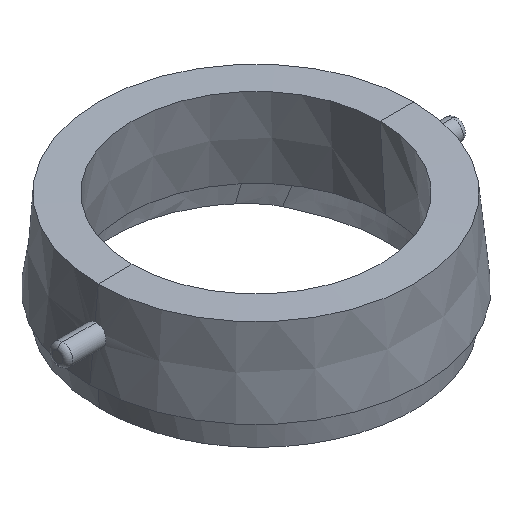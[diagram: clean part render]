
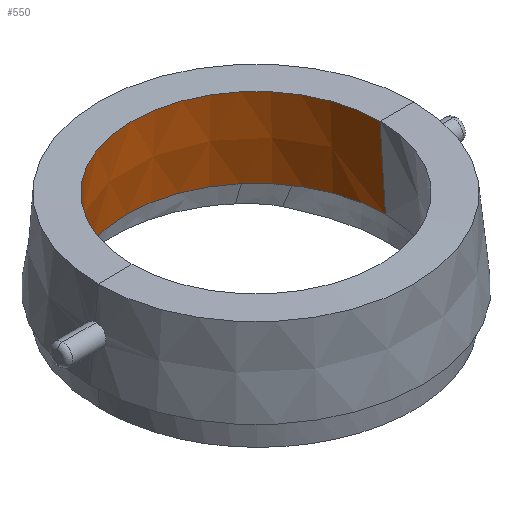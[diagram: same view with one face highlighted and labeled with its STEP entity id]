
A CAD part, isometric view. The second image highlights one B-rep face of the part: STEP entity #550.
In plain terms, the highlighted conical face has half-angle 3.713 degrees and reference radius 14.908 mm.
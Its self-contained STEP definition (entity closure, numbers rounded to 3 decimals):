
#8 = ORIENTED_EDGE ( 'NONE', *, *, #3835, .T. ) ;
#500 = VERTEX_POINT ( 'NONE', #1075 ) ;
#511 = VECTOR ( 'NONE', #4358, 1000. ) ;
#550 = ADVANCED_FACE ( 'NONE', ( #1343 ), #1969, .F. ) ;
#555 = AXIS2_PLACEMENT_3D ( 'NONE', #1581, #3078, #4581 ) ;
#637 = LINE ( 'NONE', #3987, #511 ) ;
#747 = EDGE_LOOP ( 'NONE', ( #2510, #3829, #3905, #8 ) ) ;
#811 = DIRECTION ( 'NONE',  ( 0., 0., -1. ) ) ;
#1075 = CARTESIAN_POINT ( 'NONE',  ( -50.559, 0.28, 25. ) ) ;
#1101 = DIRECTION ( 'NONE',  ( 0.065, 0., -0.998 ) ) ;
#1227 = EDGE_CURVE ( 'NONE', #2925, #1753, #3551, .T. ) ;
#1245 = CARTESIAN_POINT ( 'NONE',  ( -35., 0.28, 35.028 ) ) ;
#1310 = CARTESIAN_POINT ( 'NONE',  ( -49.908, 0.28, 35.028 ) ) ;
#1343 = FACE_OUTER_BOUND ( 'NONE', #747, .T. ) ;
#1581 = CARTESIAN_POINT ( 'NONE',  ( -35., 0.28, 25. ) ) ;
#1737 = CARTESIAN_POINT ( 'NONE',  ( -35., 0.28, 35.028 ) ) ;
#1753 = VERTEX_POINT ( 'NONE', #2199 ) ;
#1828 = DIRECTION ( 'NONE',  ( 0., 0., -1. ) ) ;
#1969 = CONICAL_SURFACE ( 'NONE', #4164, 14.908, 0.065 ) ;
#2058 = VECTOR ( 'NONE', #1101, 1000. ) ;
#2103 = EDGE_CURVE ( 'NONE', #1753, #2621, #3428, .T. ) ;
#2199 = CARTESIAN_POINT ( 'NONE',  ( -20.092, 0.28, 35.028 ) ) ;
#2251 = CARTESIAN_POINT ( 'NONE',  ( -19.441, 0.28, 25. ) ) ;
#2510 = ORIENTED_EDGE ( 'NONE', *, *, #2103, .F. ) ;
#2621 = VERTEX_POINT ( 'NONE', #2251 ) ;
#2654 = CIRCLE ( 'NONE', #555, 15.559 ) ;
#2925 = VERTEX_POINT ( 'NONE', #1310 ) ;
#2964 = EDGE_CURVE ( 'NONE', #2925, #500, #637, .T. ) ;
#3058 = CARTESIAN_POINT ( 'NONE',  ( -20.092, 0.28, 35.028 ) ) ;
#3078 = DIRECTION ( 'NONE',  ( 0., 0., -1. ) ) ;
#3083 = DIRECTION ( 'NONE',  ( -1., 0., 0. ) ) ;
#3251 = DIRECTION ( 'NONE',  ( -1., 0., 0. ) ) ;
#3428 = LINE ( 'NONE', #3058, #2058 ) ;
#3551 = CIRCLE ( 'NONE', #3779, 14.908 ) ;
#3779 = AXIS2_PLACEMENT_3D ( 'NONE', #1245, #811, #3083 ) ;
#3829 = ORIENTED_EDGE ( 'NONE', *, *, #1227, .F. ) ;
#3835 = EDGE_CURVE ( 'NONE', #500, #2621, #2654, .T. ) ;
#3905 = ORIENTED_EDGE ( 'NONE', *, *, #2964, .T. ) ;
#3987 = CARTESIAN_POINT ( 'NONE',  ( -49.908, 0.28, 35.028 ) ) ;
#4164 = AXIS2_PLACEMENT_3D ( 'NONE', #1737, #1828, #3251 ) ;
#4358 = DIRECTION ( 'NONE',  ( -0.065, 0., -0.998 ) ) ;
#4581 = DIRECTION ( 'NONE',  ( -1., 0., 0. ) ) ;
